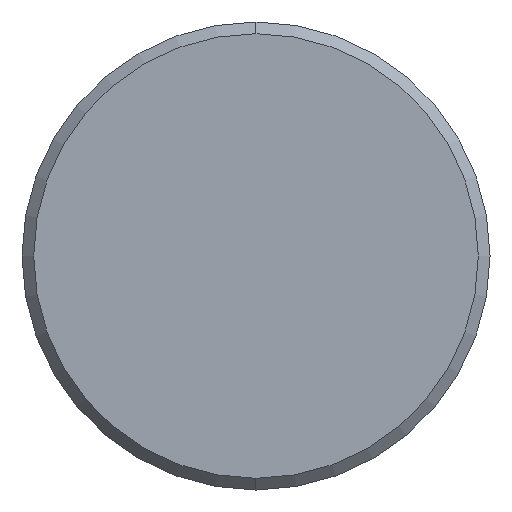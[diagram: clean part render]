
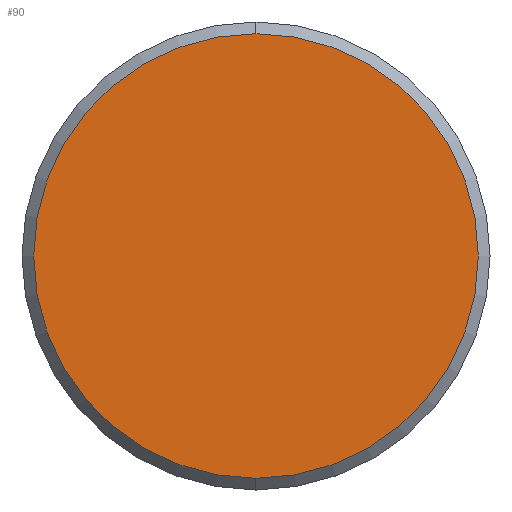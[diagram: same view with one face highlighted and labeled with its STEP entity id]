
A CAD part, left-side view. The second image highlights one B-rep face of the part: STEP entity #90.
In plain terms, the highlighted planar face has unit normal (-1, 0, 0).
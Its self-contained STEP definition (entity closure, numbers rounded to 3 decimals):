
#13 = DIRECTION ( 'NONE',  ( 0., 0., 1. ) ) ;
#30 = ORIENTED_EDGE ( 'NONE', *, *, #1183, .T. ) ;
#69 = DIRECTION ( 'NONE',  ( -1., 0., 0. ) ) ;
#90 = ADVANCED_FACE ( 'NONE', ( #1259 ), #1149, .T. ) ;
#253 = DIRECTION ( 'NONE',  ( -1., 0., 0. ) ) ;
#480 = DIRECTION ( 'NONE',  ( -1., 0., 0. ) ) ;
#579 = VERTEX_POINT ( 'NONE', #1005 ) ;
#657 = CIRCLE ( 'NONE', #890, 3.8 ) ;
#823 = EDGE_LOOP ( 'NONE', ( #990, #30 ) ) ;
#890 = AXIS2_PLACEMENT_3D ( 'NONE', #1024, #253, #13 ) ;
#915 = CARTESIAN_POINT ( 'NONE',  ( -16., 0., 0. ) ) ;
#990 = ORIENTED_EDGE ( 'NONE', *, *, #998, .T. ) ;
#998 = EDGE_CURVE ( 'NONE', #579, #1538, #1058, .T. ) ;
#1005 = CARTESIAN_POINT ( 'NONE',  ( -16., 0., -3.8 ) ) ;
#1024 = CARTESIAN_POINT ( 'NONE',  ( -16., 0., 0. ) ) ;
#1058 = CIRCLE ( 'NONE', #1482, 3.8 ) ;
#1128 = AXIS2_PLACEMENT_3D ( 'NONE', #915, #69, #1292 ) ;
#1149 = PLANE ( 'NONE',  #1128 ) ;
#1183 = EDGE_CURVE ( 'NONE', #1538, #579, #657, .T. ) ;
#1259 = FACE_OUTER_BOUND ( 'NONE', #823, .T. ) ;
#1292 = DIRECTION ( 'NONE',  ( 0., 0., 1. ) ) ;
#1337 = DIRECTION ( 'NONE',  ( 0., 0., 1. ) ) ;
#1464 = CARTESIAN_POINT ( 'NONE',  ( -16., 0., 0. ) ) ;
#1482 = AXIS2_PLACEMENT_3D ( 'NONE', #1464, #480, #1337 ) ;
#1538 = VERTEX_POINT ( 'NONE', #1595 ) ;
#1595 = CARTESIAN_POINT ( 'NONE',  ( -16., 0., 3.8 ) ) ;
